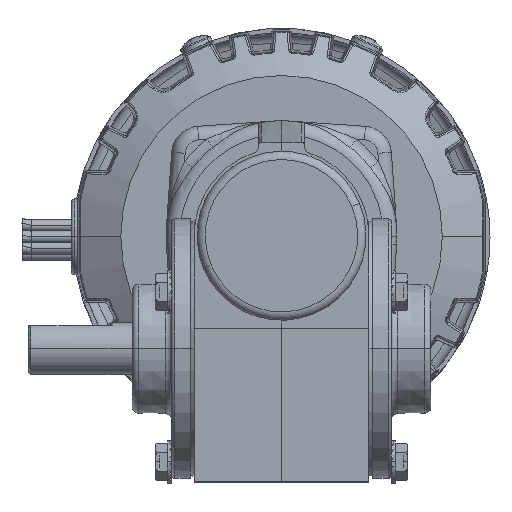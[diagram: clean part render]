
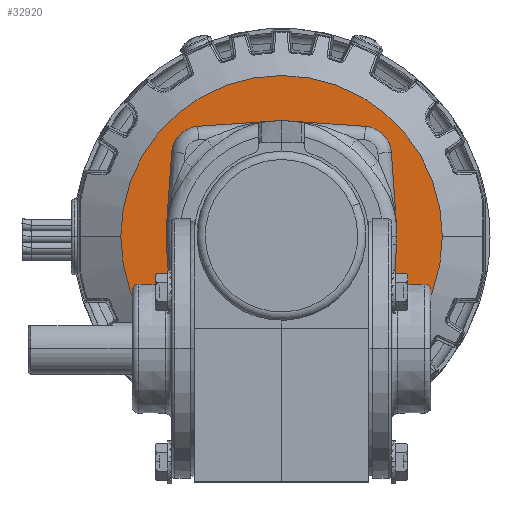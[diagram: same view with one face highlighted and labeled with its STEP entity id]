
A CAD part, top view. The second image highlights one B-rep face of the part: STEP entity #32920.
In plain terms, the highlighted planar face has unit normal (0, 0, 1).
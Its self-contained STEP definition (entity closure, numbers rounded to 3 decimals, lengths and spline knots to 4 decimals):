
#854 = CARTESIAN_POINT ( 'NONE',  ( 0., 0., 0. ) ) ;
#855 = DIRECTION ( 'NONE',  ( 0., 0., -1. ) ) ;
#856 = DIRECTION ( 'NONE',  ( 0., 1., 0. ) ) ;
#5891 = AXIS2_PLACEMENT_3D ( 'NONE', #28553, #28485, #28482 ) ;
#20673 = EDGE_LOOP ( 'NONE', ( #76895, #76515 ) ) ;
#20691 = EDGE_LOOP ( 'NONE', ( #76593, #76675 ) ) ;
#21191 = AXIS2_PLACEMENT_3D ( 'NONE', #854, #855, #856 ) ;
#21307 = AXIS2_PLACEMENT_3D ( 'NONE', #24350, #24352, #24354 ) ;
#21357 = CARTESIAN_POINT ( 'NONE',  ( 0., 0., 0. ) ) ;
#21359 = DIRECTION ( 'NONE',  ( 0., 0., 1. ) ) ;
#21362 = DIRECTION ( 'NONE',  ( 0., 1., 0. ) ) ;
#21755 = AXIS2_PLACEMENT_3D ( 'NONE', #21357, #21359, #21362 ) ;
#21773 = AXIS2_PLACEMENT_3D ( 'NONE', #53748, #53750, #53753 ) ;
#24350 = CARTESIAN_POINT ( 'NONE',  ( 0., 0., 0. ) ) ;
#24352 = DIRECTION ( 'NONE',  ( 0., 0., 1. ) ) ;
#24354 = DIRECTION ( 'NONE',  ( 0., 1., 0. ) ) ;
#24520 = CIRCLE ( 'NONE', #21191, 0.8735 ) ;
#28482 = DIRECTION ( 'NONE',  ( 0., 1., 0. ) ) ;
#28485 = DIRECTION ( 'NONE',  ( 0., 0., -1. ) ) ;
#28494 = PLANE ( 'NONE',  #5891 ) ;
#28553 = CARTESIAN_POINT ( 'NONE',  ( 0., 1.99, 0. ) ) ;
#32920 = ADVANCED_FACE ( 'NONE', ( #84727, #84713 ), #28494, .F. ) ;
#53748 = CARTESIAN_POINT ( 'NONE',  ( 0., 0., 0. ) ) ;
#53750 = DIRECTION ( 'NONE',  ( 0., 0., -1. ) ) ;
#53753 = DIRECTION ( 'NONE',  ( 0., 1., 0. ) ) ;
#55246 = CARTESIAN_POINT ( 'NONE',  ( 0., -0.8735, 0. ) ) ;
#55309 = CARTESIAN_POINT ( 'NONE',  ( -1.5455, 0., 0. ) ) ;
#55432 = CARTESIAN_POINT ( 'NONE',  ( 0., 0.8735, 0. ) ) ;
#55465 = CARTESIAN_POINT ( 'NONE',  ( 1.5455, 0., 0. ) ) ;
#67734 = EDGE_CURVE ( 'NONE', #75286, #75186, #24520, .T. ) ;
#67991 = EDGE_CURVE ( 'NONE', #75220, #75304, #78497, .T. ) ;
#69568 = EDGE_CURVE ( 'NONE', #75304, #75220, #78814, .T. ) ;
#69684 = EDGE_CURVE ( 'NONE', #75186, #75286, #78840, .T. ) ;
#75186 = VERTEX_POINT ( 'NONE', #55246 ) ;
#75220 = VERTEX_POINT ( 'NONE', #55309 ) ;
#75286 = VERTEX_POINT ( 'NONE', #55432 ) ;
#75304 = VERTEX_POINT ( 'NONE', #55465 ) ;
#76515 = ORIENTED_EDGE ( 'NONE', *, *, #69568, .T. ) ;
#76593 = ORIENTED_EDGE ( 'NONE', *, *, #67734, .T. ) ;
#76675 = ORIENTED_EDGE ( 'NONE', *, *, #69684, .T. ) ;
#76895 = ORIENTED_EDGE ( 'NONE', *, *, #67991, .T. ) ;
#78497 = CIRCLE ( 'NONE', #21307, 1.5455 ) ;
#78814 = CIRCLE ( 'NONE', #21755, 1.5455 ) ;
#78840 = CIRCLE ( 'NONE', #21773, 0.8735 ) ;
#84713 = FACE_BOUND ( 'NONE', #20691, .T. ) ;
#84727 = FACE_OUTER_BOUND ( 'NONE', #20673, .T. ) ;
